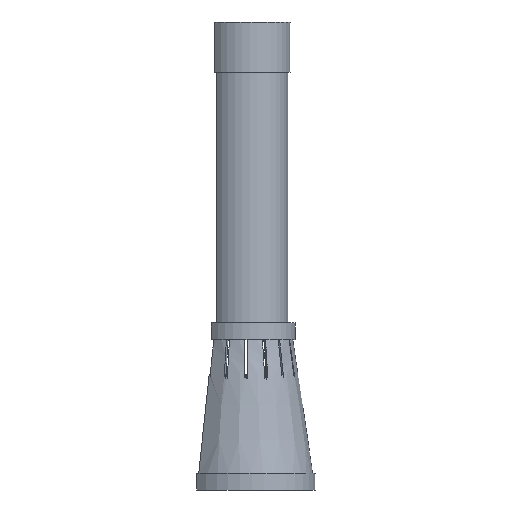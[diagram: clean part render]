
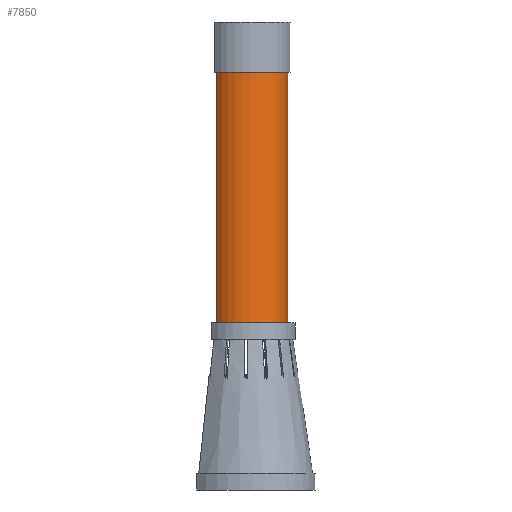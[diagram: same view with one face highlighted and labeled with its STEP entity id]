
A CAD part, front view. The second image highlights one B-rep face of the part: STEP entity #7850.
In plain terms, the highlighted cylindrical face has radius 63.5 mm (diameter 127 mm), a partial arc.
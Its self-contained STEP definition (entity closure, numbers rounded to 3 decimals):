
#7850 = ADVANCED_FACE('',(#7851),#7866,.T.);
#7851 = FACE_BOUND('',#7852,.F.);
#7852 = EDGE_LOOP('',(#7853,#7889,#7915,#7948));
#7853 = ORIENTED_EDGE('',*,*,#7854,.F.);
#7854 = EDGE_CURVE('',#7855,#7857,#7859,.T.);
#7855 = VERTEX_POINT('',#7856);
#7856 = CARTESIAN_POINT('',(-44.901,-44.901,254.));
#7857 = VERTEX_POINT('',#7858);
#7858 = CARTESIAN_POINT('',(-44.901,44.901,254.));
#7859 = SURFACE_CURVE('',#7860,(#7865,#7877),.PCURVE_S1.);
#7860 = CIRCLE('',#7861,63.5);
#7861 = AXIS2_PLACEMENT_3D('',#7862,#7863,#7864);
#7862 = CARTESIAN_POINT('',(0.,0.,254.));
#7863 = DIRECTION('',(0.,0.,1.));
#7864 = DIRECTION('',(-0.707,-0.707,0.));
#7865 = PCURVE('',#7866,#7871);
#7866 = CYLINDRICAL_SURFACE('',#7867,63.5);
#7867 = AXIS2_PLACEMENT_3D('',#7868,#7869,#7870);
#7868 = CARTESIAN_POINT('',(0.,0.,254.));
#7869 = DIRECTION('',(-0.,-0.,-1.));
#7870 = DIRECTION('',(1.,0.,0.));
#7871 = DEFINITIONAL_REPRESENTATION('',(#7872),#7876);
#7872 = LINE('',#7873,#7874);
#7873 = CARTESIAN_POINT('',(-3.927,0.));
#7874 = VECTOR('',#7875,1.);
#7875 = DIRECTION('',(-1.,0.));
#7876 = ( GEOMETRIC_REPRESENTATION_CONTEXT(2) 
PARAMETRIC_REPRESENTATION_CONTEXT() REPRESENTATION_CONTEXT('2D SPACE',''
  ) );
#7877 = PCURVE('',#7878,#7883);
#7878 = PLANE('',#7879);
#7879 = AXIS2_PLACEMENT_3D('',#7880,#7881,#7882);
#7880 = CARTESIAN_POINT('',(0.,0.,254.)
  );
#7881 = DIRECTION('',(0.,0.,1.));
#7882 = DIRECTION('',(1.,0.,0.));
#7883 = DEFINITIONAL_REPRESENTATION('',(#7884),#7888);
#7884 = CIRCLE('',#7885,63.5);
#7885 = AXIS2_PLACEMENT_2D('',#7886,#7887);
#7886 = CARTESIAN_POINT('',(0.,0.));
#7887 = DIRECTION('',(-0.707,-0.707));
#7888 = ( GEOMETRIC_REPRESENTATION_CONTEXT(2) 
PARAMETRIC_REPRESENTATION_CONTEXT() REPRESENTATION_CONTEXT('2D SPACE',''
  ) );
#7889 = ORIENTED_EDGE('',*,*,#7890,.F.);
#7890 = EDGE_CURVE('',#7891,#7855,#7893,.T.);
#7891 = VERTEX_POINT('',#7892);
#7892 = CARTESIAN_POINT('',(-44.901,-44.901,635.));
#7893 = SURFACE_CURVE('',#7894,(#7898,#7904),.PCURVE_S1.);
#7894 = LINE('',#7895,#7896);
#7895 = CARTESIAN_POINT('',(-44.901,-44.901,254.));
#7896 = VECTOR('',#7897,1.);
#7897 = DIRECTION('',(-0.,-0.,-1.));
#7898 = PCURVE('',#7866,#7899);
#7899 = DEFINITIONAL_REPRESENTATION('',(#7900),#7903);
#7900 = B_SPLINE_CURVE_WITH_KNOTS('',1,(#7901,#7902),.UNSPECIFIED.,.F.,
  .F.,(2,2),(-381.,0.),.PIECEWISE_BEZIER_KNOTS.);
#7901 = CARTESIAN_POINT('',(-3.927,-381.));
#7902 = CARTESIAN_POINT('',(-3.927,0.));
#7903 = ( GEOMETRIC_REPRESENTATION_CONTEXT(2) 
PARAMETRIC_REPRESENTATION_CONTEXT() REPRESENTATION_CONTEXT('2D SPACE',''
  ) );
#7904 = PCURVE('',#7905,#7910);
#7905 = PLANE('',#7906);
#7906 = AXIS2_PLACEMENT_3D('',#7907,#7908,#7909);
#7907 = CARTESIAN_POINT('',(-89.802,-89.802,253.));
#7908 = DIRECTION('',(-0.707,0.707,0.));
#7909 = DIRECTION('',(0.707,0.707,0.));
#7910 = DEFINITIONAL_REPRESENTATION('',(#7911),#7914);
#7911 = B_SPLINE_CURVE_WITH_KNOTS('',1,(#7912,#7913),.UNSPECIFIED.,.F.,
  .F.,(2,2),(-381.,0.),.PIECEWISE_BEZIER_KNOTS.);
#7912 = CARTESIAN_POINT('',(63.499,-382.));
#7913 = CARTESIAN_POINT('',(63.499,-1.));
#7914 = ( GEOMETRIC_REPRESENTATION_CONTEXT(2) 
PARAMETRIC_REPRESENTATION_CONTEXT() REPRESENTATION_CONTEXT('2D SPACE',''
  ) );
#7915 = ORIENTED_EDGE('',*,*,#7916,.F.);
#7916 = EDGE_CURVE('',#7917,#7891,#7919,.T.);
#7917 = VERTEX_POINT('',#7918);
#7918 = CARTESIAN_POINT('',(-44.901,44.901,635.));
#7919 = SURFACE_CURVE('',#7920,(#7925,#7932),.PCURVE_S1.);
#7920 = CIRCLE('',#7921,63.5);
#7921 = AXIS2_PLACEMENT_3D('',#7922,#7923,#7924);
#7922 = CARTESIAN_POINT('',(0.,0.,635.));
#7923 = DIRECTION('',(0.,0.,-1.));
#7924 = DIRECTION('',(-0.707,0.707,0.));
#7925 = PCURVE('',#7866,#7926);
#7926 = DEFINITIONAL_REPRESENTATION('',(#7927),#7931);
#7927 = LINE('',#7928,#7929);
#7928 = CARTESIAN_POINT('',(-8.639,-381.));
#7929 = VECTOR('',#7930,1.);
#7930 = DIRECTION('',(1.,-0.));
#7931 = ( GEOMETRIC_REPRESENTATION_CONTEXT(2) 
PARAMETRIC_REPRESENTATION_CONTEXT() REPRESENTATION_CONTEXT('2D SPACE',''
  ) );
#7932 = PCURVE('',#7933,#7938);
#7933 = PLANE('',#7934);
#7934 = AXIS2_PLACEMENT_3D('',#7935,#7936,#7937);
#7935 = CARTESIAN_POINT('',(0.,0.,635.)
  );
#7936 = DIRECTION('',(0.,0.,1.));
#7937 = DIRECTION('',(1.,0.,0.));
#7938 = DEFINITIONAL_REPRESENTATION('',(#7939),#7947);
#7939 = ( BOUNDED_CURVE() B_SPLINE_CURVE(2,(#7940,#7941,#7942,#7943,
#7944,#7945,#7946),.UNSPECIFIED.,.T.,.F.) B_SPLINE_CURVE_WITH_KNOTS((1,2
    ,2,2,2,1),(-2.094,0.,2.094,4.189,
6.283,8.378),.UNSPECIFIED.) CURVE() 
GEOMETRIC_REPRESENTATION_ITEM() RATIONAL_B_SPLINE_CURVE((1.,0.5,1.,0.5,
1.,0.5,1.)) REPRESENTATION_ITEM('') );
#7940 = CARTESIAN_POINT('',(-44.901,44.901));
#7941 = CARTESIAN_POINT('',(32.87,122.673));
#7942 = CARTESIAN_POINT('',(61.336,16.435));
#7943 = CARTESIAN_POINT('',(89.803,-89.803));
#7944 = CARTESIAN_POINT('',(-16.435,-61.336));
#7945 = CARTESIAN_POINT('',(-122.673,-32.87));
#7946 = CARTESIAN_POINT('',(-44.901,44.901));
#7947 = ( GEOMETRIC_REPRESENTATION_CONTEXT(2) 
PARAMETRIC_REPRESENTATION_CONTEXT() REPRESENTATION_CONTEXT('2D SPACE',''
  ) );
#7948 = ORIENTED_EDGE('',*,*,#7949,.T.);
#7949 = EDGE_CURVE('',#7917,#7857,#7950,.T.);
#7950 = SURFACE_CURVE('',#7951,(#7955,#7961),.PCURVE_S1.);
#7951 = LINE('',#7952,#7953);
#7952 = CARTESIAN_POINT('',(-44.901,44.901,254.));
#7953 = VECTOR('',#7954,1.);
#7954 = DIRECTION('',(-0.,-0.,-1.));
#7955 = PCURVE('',#7866,#7956);
#7956 = DEFINITIONAL_REPRESENTATION('',(#7957),#7960);
#7957 = B_SPLINE_CURVE_WITH_KNOTS('',1,(#7958,#7959),.UNSPECIFIED.,.F.,
  .F.,(2,2),(-381.,-0.),.PIECEWISE_BEZIER_KNOTS.);
#7958 = CARTESIAN_POINT('',(-8.639,-381.));
#7959 = CARTESIAN_POINT('',(-8.639,0.));
#7960 = ( GEOMETRIC_REPRESENTATION_CONTEXT(2) 
PARAMETRIC_REPRESENTATION_CONTEXT() REPRESENTATION_CONTEXT('2D SPACE',''
  ) );
#7961 = PCURVE('',#7962,#7967);
#7962 = PLANE('',#7963);
#7963 = AXIS2_PLACEMENT_3D('',#7964,#7965,#7966);
#7964 = CARTESIAN_POINT('',(0.,0.,253.));
#7965 = DIRECTION('',(-0.707,-0.707,0.));
#7966 = DIRECTION('',(-0.707,0.707,0.));
#7967 = DEFINITIONAL_REPRESENTATION('',(#7968),#7971);
#7968 = B_SPLINE_CURVE_WITH_KNOTS('',1,(#7969,#7970),.UNSPECIFIED.,.F.,
  .F.,(2,2),(-381.,0.),.PIECEWISE_BEZIER_KNOTS.);
#7969 = CARTESIAN_POINT('',(63.5,-382.));
#7970 = CARTESIAN_POINT('',(63.5,-1.));
#7971 = ( GEOMETRIC_REPRESENTATION_CONTEXT(2) 
PARAMETRIC_REPRESENTATION_CONTEXT() REPRESENTATION_CONTEXT('2D SPACE',''
  ) );
